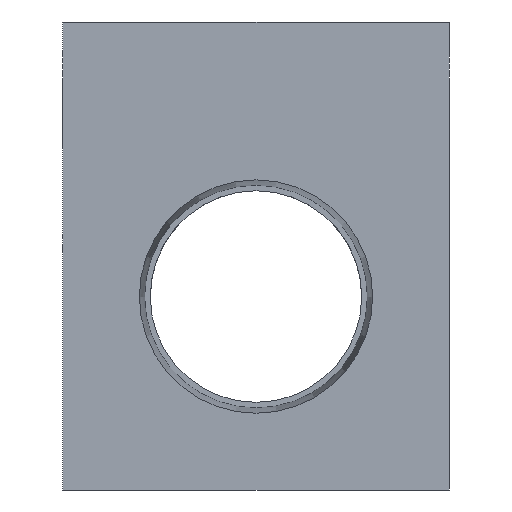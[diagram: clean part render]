
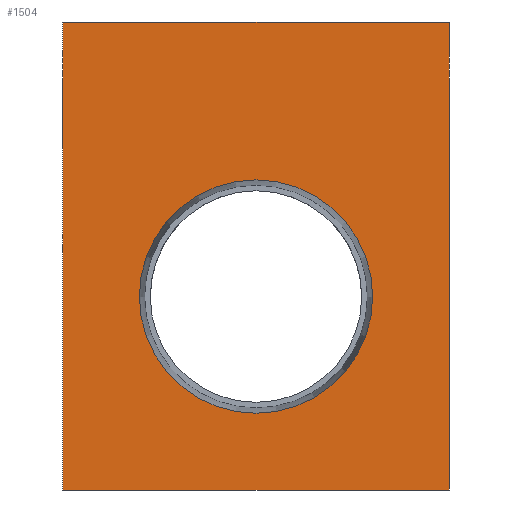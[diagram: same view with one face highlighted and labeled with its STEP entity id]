
A CAD part, left-side view. The second image highlights one B-rep face of the part: STEP entity #1504.
In plain terms, the highlighted planar face has unit normal (-1, 0, 0).
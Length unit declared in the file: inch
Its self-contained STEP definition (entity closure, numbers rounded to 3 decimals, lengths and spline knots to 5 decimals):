
#1504=ADVANCED_FACE('',(#3038,#3039),#3040,.F.);
#3038=FACE_BOUND('',#4564,.T.);
#3039=FACE_OUTER_BOUND('',#4565,.T.);
#3040=PLANE('',#4566);
#4564=EDGE_LOOP('',(#9344));
#4565=EDGE_LOOP('',(#9345,#9346,#9347,#9348));
#4566=AXIS2_PLACEMENT_3D('',#9349,#9350,#9351);
#9344=ORIENTED_EDGE('',*,*,#9356,.F.);
#9345=ORIENTED_EDGE('',*,*,#11234,.T.);
#9346=ORIENTED_EDGE('',*,*,#9530,.F.);
#9347=ORIENTED_EDGE('',*,*,#11232,.F.);
#9348=ORIENTED_EDGE('',*,*,#11228,.T.);
#9349=CARTESIAN_POINT('',(-0.75,0.23111,0.75));
#9350=DIRECTION('',(1.0,0.0,0.0));
#9351=DIRECTION('',(0.0,0.0,-1.0));
#9356=EDGE_CURVE('',#11256,#11256,#11257,.T.);
#9530=EDGE_CURVE('',#11601,#11596,#11603,.T.);
#11228=EDGE_CURVE('',#14062,#14060,#14063,.T.);
#11232=EDGE_CURVE('',#14062,#11601,#14068,.T.);
#11234=EDGE_CURVE('',#14060,#11596,#14070,.T.);
#11256=VERTEX_POINT('',#14095);
#11257=CIRCLE('',#14096,0.187);
#11596=VERTEX_POINT('',#14592);
#11601=VERTEX_POINT('',#14599);
#11603=LINE('',#14602,#14603);
#14060=VERTEX_POINT('',#18261);
#14062=VERTEX_POINT('',#18264);
#14063=LINE('',#18265,#18266);
#14068=LINE('',#18272,#18273);
#14070=LINE('',#18275,#18276);
#14095=CARTESIAN_POINT('',(-0.75,0.10811,0.31));
#14096=AXIS2_PLACEMENT_3D('',#18301,#18302,#18303);
#14592=CARTESIAN_POINT('',(-0.75,-0.38889,0.0));
#14599=CARTESIAN_POINT('',(-0.75,-0.38889,0.75));
#14602=CARTESIAN_POINT('',(-0.75,-0.38889,0.75));
#14603=VECTOR('',#18511,1.0);
#18261=CARTESIAN_POINT('',(-0.75,0.23111,0.0));
#18264=CARTESIAN_POINT('',(-0.75,0.23111,0.75));
#18265=CARTESIAN_POINT('',(-0.75,0.23111,0.75));
#18266=VECTOR('',#19759,1.0);
#18272=CARTESIAN_POINT('',(-0.75,0.23111,0.75));
#18273=VECTOR('',#19764,1.0);
#18275=CARTESIAN_POINT('',(-0.75,0.23111,0.0));
#18276=VECTOR('',#19765,1.0);
#18301=CARTESIAN_POINT('',(-0.75,-0.07889,0.31));
#18302=DIRECTION('',(-1.0,0.,0.0));
#18303=DIRECTION('',(0.,1.0,0.0));
#18511=DIRECTION('',(0.0,0.0,-1.0));
#19759=DIRECTION('',(0.0,0.0,-1.0));
#19764=DIRECTION('',(0.0,-1.0,0.0));
#19765=DIRECTION('',(0.0,-1.0,0.0));
